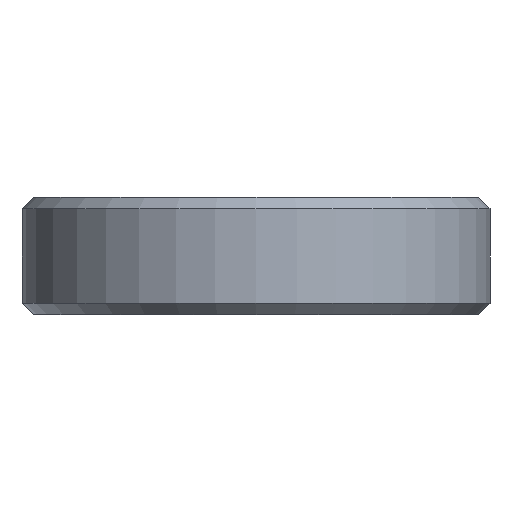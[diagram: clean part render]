
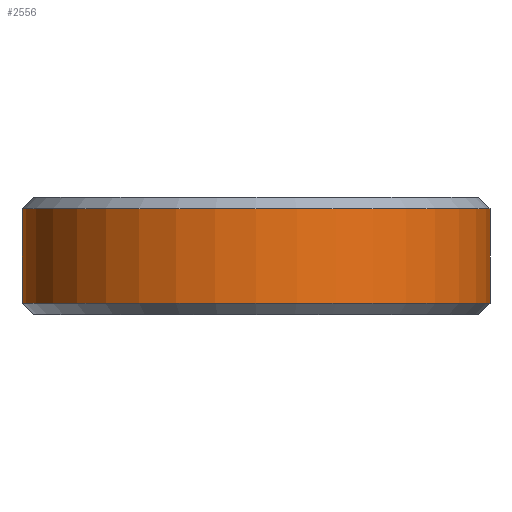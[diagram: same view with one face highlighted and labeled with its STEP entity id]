
A CAD part, left-side view. The second image highlights one B-rep face of the part: STEP entity #2556.
In plain terms, the highlighted cylindrical face has radius 6.25 mm (diameter 12.5 mm), a partial arc.
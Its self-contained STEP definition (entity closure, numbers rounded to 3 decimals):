
#144 = VERTEX_POINT('',#145);
#145 = CARTESIAN_POINT('',(0.,-6.25,0.3));
#161 = CONICAL_SURFACE('',#162,6.25,0.785);
#162 = AXIS2_PLACEMENT_3D('',#163,#164,#165);
#163 = CARTESIAN_POINT('',(0.,0.,0.3));
#164 = DIRECTION('',(0.,0.,1.));
#165 = DIRECTION('',(0.,1.,0.));
#187 = PLANE('',#188);
#188 = AXIS2_PLACEMENT_3D('',#189,#190,#191);
#189 = CARTESIAN_POINT('',(212.5,-6.25,0.));
#190 = DIRECTION('',(0.,-1.,0.));
#191 = DIRECTION('',(-1.,0.,0.));
#290 = PLANE('',#291);
#291 = AXIS2_PLACEMENT_3D('',#292,#293,#294);
#292 = CARTESIAN_POINT('',(212.5,6.25,0.));
#293 = DIRECTION('',(0.,-1.,0.));
#294 = DIRECTION('',(-1.,0.,0.));
#1292 = VERTEX_POINT('',#1293);
#1293 = CARTESIAN_POINT('',(0.,6.25,0.3));
#1339 = EDGE_CURVE('',#1292,#144,#1340,.T.);
#1340 = SURFACE_CURVE('',#1341,(#1346,#1353),.PCURVE_S1.);
#1341 = CIRCLE('',#1342,6.25);
#1342 = AXIS2_PLACEMENT_3D('',#1343,#1344,#1345);
#1343 = CARTESIAN_POINT('',(0.,0.,0.3));
#1344 = DIRECTION('',(0.,-0.,1.));
#1345 = DIRECTION('',(0.,1.,0.));
#1346 = PCURVE('',#161,#1347);
#1347 = DEFINITIONAL_REPRESENTATION('',(#1348),#1352);
#1348 = LINE('',#1349,#1350);
#1349 = CARTESIAN_POINT('',(0.,-0.));
#1350 = VECTOR('',#1351,1.);
#1351 = DIRECTION('',(1.,-0.));
#1352 = ( GEOMETRIC_REPRESENTATION_CONTEXT(2) 
PARAMETRIC_REPRESENTATION_CONTEXT() REPRESENTATION_CONTEXT('2D SPACE',''
  ) );
#1353 = PCURVE('',#1354,#1359);
#1354 = CYLINDRICAL_SURFACE('',#1355,6.25);
#1355 = AXIS2_PLACEMENT_3D('',#1356,#1357,#1358);
#1356 = CARTESIAN_POINT('',(0.,0.,0.));
#1357 = DIRECTION('',(-0.,-0.,-1.));
#1358 = DIRECTION('',(1.,0.,0.));
#1359 = DEFINITIONAL_REPRESENTATION('',(#1360),#1364);
#1360 = LINE('',#1361,#1362);
#1361 = CARTESIAN_POINT('',(-1.571,-0.3));
#1362 = VECTOR('',#1363,1.);
#1363 = DIRECTION('',(-1.,0.));
#1364 = ( GEOMETRIC_REPRESENTATION_CONTEXT(2) 
PARAMETRIC_REPRESENTATION_CONTEXT() REPRESENTATION_CONTEXT('2D SPACE',''
  ) );
#1373 = VERTEX_POINT('',#1374);
#1374 = CARTESIAN_POINT('',(0.,-6.25,2.825));
#1400 = EDGE_CURVE('',#144,#1373,#1401,.T.);
#1401 = SURFACE_CURVE('',#1402,(#1406,#1413),.PCURVE_S1.);
#1402 = LINE('',#1403,#1404);
#1403 = CARTESIAN_POINT('',(0.,-6.25,0.));
#1404 = VECTOR('',#1405,1.);
#1405 = DIRECTION('',(0.,0.,1.));
#1406 = PCURVE('',#187,#1407);
#1407 = DEFINITIONAL_REPRESENTATION('',(#1408),#1412);
#1408 = LINE('',#1409,#1410);
#1409 = CARTESIAN_POINT('',(212.5,0.));
#1410 = VECTOR('',#1411,1.);
#1411 = DIRECTION('',(0.,-1.));
#1412 = ( GEOMETRIC_REPRESENTATION_CONTEXT(2) 
PARAMETRIC_REPRESENTATION_CONTEXT() REPRESENTATION_CONTEXT('2D SPACE',''
  ) );
#1413 = PCURVE('',#1354,#1414);
#1414 = DEFINITIONAL_REPRESENTATION('',(#1415),#1419);
#1415 = LINE('',#1416,#1417);
#1416 = CARTESIAN_POINT('',(-4.712,0.));
#1417 = VECTOR('',#1418,1.);
#1418 = DIRECTION('',(-0.,-1.));
#1419 = ( GEOMETRIC_REPRESENTATION_CONTEXT(2) 
PARAMETRIC_REPRESENTATION_CONTEXT() REPRESENTATION_CONTEXT('2D SPACE',''
  ) );
#1509 = VERTEX_POINT('',#1510);
#1510 = CARTESIAN_POINT('',(0.,6.25,2.825));
#1531 = EDGE_CURVE('',#1292,#1509,#1532,.T.);
#1532 = SURFACE_CURVE('',#1533,(#1537,#1544),.PCURVE_S1.);
#1533 = LINE('',#1534,#1535);
#1534 = CARTESIAN_POINT('',(0.,6.25,0.));
#1535 = VECTOR('',#1536,1.);
#1536 = DIRECTION('',(0.,0.,1.));
#1537 = PCURVE('',#290,#1538);
#1538 = DEFINITIONAL_REPRESENTATION('',(#1539),#1543);
#1539 = LINE('',#1540,#1541);
#1540 = CARTESIAN_POINT('',(212.5,-0.));
#1541 = VECTOR('',#1542,1.);
#1542 = DIRECTION('',(0.,-1.));
#1543 = ( GEOMETRIC_REPRESENTATION_CONTEXT(2) 
PARAMETRIC_REPRESENTATION_CONTEXT() REPRESENTATION_CONTEXT('2D SPACE',''
  ) );
#1544 = PCURVE('',#1354,#1545);
#1545 = DEFINITIONAL_REPRESENTATION('',(#1546),#1550);
#1546 = LINE('',#1547,#1548);
#1547 = CARTESIAN_POINT('',(-1.571,0.));
#1548 = VECTOR('',#1549,1.);
#1549 = DIRECTION('',(-0.,-1.));
#1550 = ( GEOMETRIC_REPRESENTATION_CONTEXT(2) 
PARAMETRIC_REPRESENTATION_CONTEXT() REPRESENTATION_CONTEXT('2D SPACE',''
  ) );
#2556 = ADVANCED_FACE('',(#2557),#1354,.T.);
#2557 = FACE_BOUND('',#2558,.F.);
#2558 = EDGE_LOOP('',(#2559,#2560,#2587,#2588));
#2559 = ORIENTED_EDGE('',*,*,#1531,.T.);
#2560 = ORIENTED_EDGE('',*,*,#2561,.T.);
#2561 = EDGE_CURVE('',#1509,#1373,#2562,.T.);
#2562 = SURFACE_CURVE('',#2563,(#2568,#2575),.PCURVE_S1.);
#2563 = CIRCLE('',#2564,6.25);
#2564 = AXIS2_PLACEMENT_3D('',#2565,#2566,#2567);
#2565 = CARTESIAN_POINT('',(0.,0.,2.825));
#2566 = DIRECTION('',(0.,-0.,1.));
#2567 = DIRECTION('',(0.,1.,0.));
#2568 = PCURVE('',#1354,#2569);
#2569 = DEFINITIONAL_REPRESENTATION('',(#2570),#2574);
#2570 = LINE('',#2571,#2572);
#2571 = CARTESIAN_POINT('',(-1.571,-2.825));
#2572 = VECTOR('',#2573,1.);
#2573 = DIRECTION('',(-1.,0.));
#2574 = ( GEOMETRIC_REPRESENTATION_CONTEXT(2) 
PARAMETRIC_REPRESENTATION_CONTEXT() REPRESENTATION_CONTEXT('2D SPACE',''
  ) );
#2575 = PCURVE('',#2576,#2581);
#2576 = CONICAL_SURFACE('',#2577,6.25,0.785);
#2577 = AXIS2_PLACEMENT_3D('',#2578,#2579,#2580);
#2578 = CARTESIAN_POINT('',(0.,0.,2.825));
#2579 = DIRECTION('',(-0.,-0.,-1.));
#2580 = DIRECTION('',(0.,1.,0.));
#2581 = DEFINITIONAL_REPRESENTATION('',(#2582),#2586);
#2582 = LINE('',#2583,#2584);
#2583 = CARTESIAN_POINT('',(-0.,-0.));
#2584 = VECTOR('',#2585,1.);
#2585 = DIRECTION('',(-1.,-0.));
#2586 = ( GEOMETRIC_REPRESENTATION_CONTEXT(2) 
PARAMETRIC_REPRESENTATION_CONTEXT() REPRESENTATION_CONTEXT('2D SPACE',''
  ) );
#2587 = ORIENTED_EDGE('',*,*,#1400,.F.);
#2588 = ORIENTED_EDGE('',*,*,#1339,.F.);
